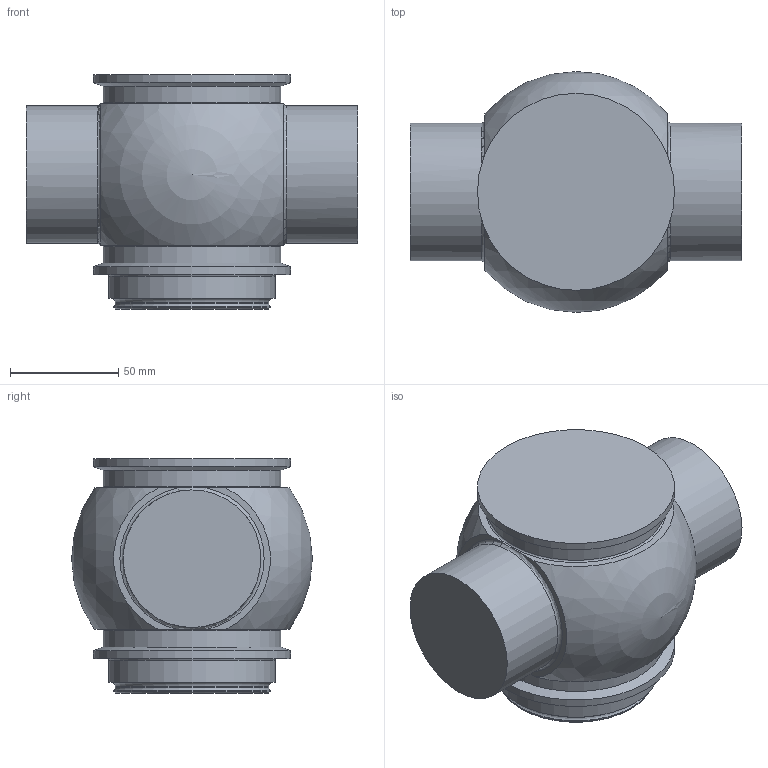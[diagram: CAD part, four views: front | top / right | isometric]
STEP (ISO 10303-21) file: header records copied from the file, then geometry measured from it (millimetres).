
FILE_DESCRIPTION(/* description */ (''),/* implementation_level */ '2;1');
FILE_NAME(/* name */ '102458.stp',/* time_stamp */ '2021-03-24T10:50:34-05:00',/* author */ ('FA67NH'),/* organization */ (''),/* preprocessor_version */ 'ST-DEVELOPER v18.1',/* originating_system */ 'Autodesk Inventor 2020',/* authorisation */ '');
FILE_SCHEMA (('AUTOMOTIVE_DESIGN { 1 0 10303 214 3 1 1 }'));
Length unit declared in the file: inch
Products named in the file (1): 102458
Bounding box: 153.16 x 111.1 x 108.15 mm (x, y, z)
Volume: 944591.5 mm3; surface area: 62496.7 mm2
Topology: 1 solids, 1 shells, 33 faces, 105 edges, 76 vertices
Faces by surface type: plane 12, cylinder 9, torus 7, cone 3, sphere 2
Full cylindrical faces by diameter (mm): 63.5 x2, 70.739 x1, 72.212 x1, 76.86 x1, 81.89 x2, 90.907 x2
Entity records: 1303 total; most frequent: CARTESIAN_POINT 249, DIRECTION 246, ORIENTED_EDGE 206, AXIS2_PLACEMENT_3D 113, EDGE_CURVE 103, CIRCLE 79, VERTEX_POINT 76, EDGE_LOOP 37
